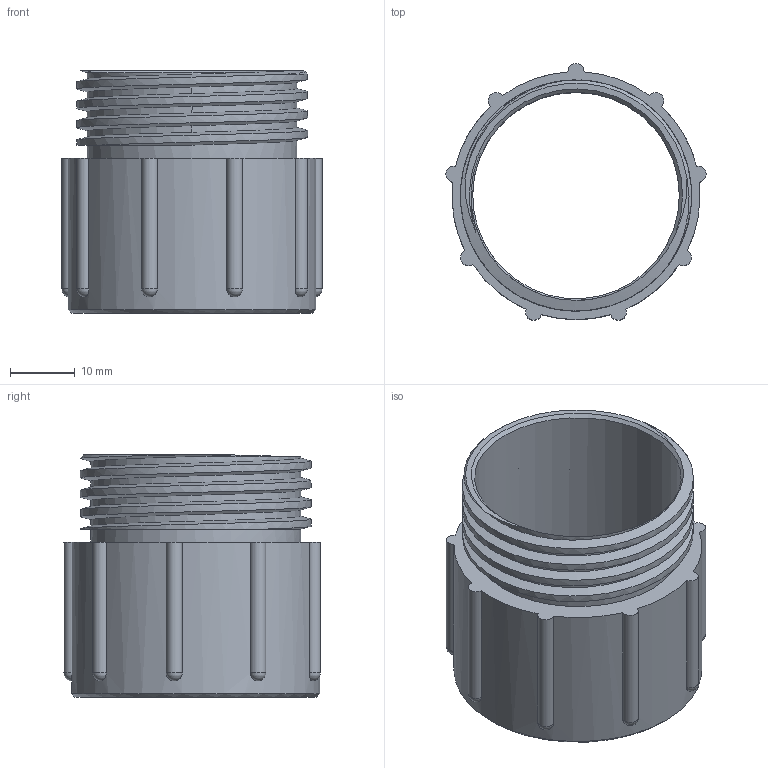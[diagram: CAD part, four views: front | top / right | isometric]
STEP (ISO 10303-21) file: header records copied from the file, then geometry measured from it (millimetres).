
FILE_DESCRIPTION(/* description */ (''),/* implementation_level */ '2;1');
FILE_NAME(/* name */ 'DLSB M.stp',/* time_stamp */ '2014-11-14T12:42:34+01:00',/* author */ ('sh'),/* organization */ (''),/* preprocessor_version */ 'ST-DEVELOPER v15.2',/* originating_system */ 'Autodesk Inventor 2014',/* authorisation */ '');
FILE_SCHEMA (('AUTOMOTIVE_DESIGN { 1 0 10303 214 3 1 1 }'));
Length unit declared in the file: millimetre
Products named in the file (1): DLSB M
Bounding box: 40.31 x 39.73 x 37.5 mm (x, y, z)
Volume: 10153.5 mm3; surface area: 10418.2 mm2
Topology: 1 solids, 1 shells, 41 faces, 126 edges, 80 vertices
Faces by surface type: cylinder 19, sphere 9, plane 6, cone 5, bspline 2
Full cylindrical faces by diameter (mm): 32 x2, 32.5 x4, 33.8 x1, 38.4 x1
Entity records: 2049 total; most frequent: CARTESIAN_POINT 1155, ORIENTED_EDGE 182, DIRECTION 174, EDGE_CURVE 91, AXIS2_PLACEMENT_3D 78, VERTEX_POINT 67, EDGE_LOOP 48, CIRCLE 43
